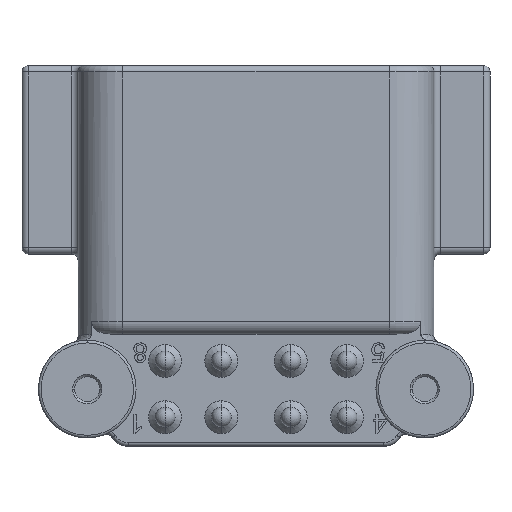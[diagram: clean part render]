
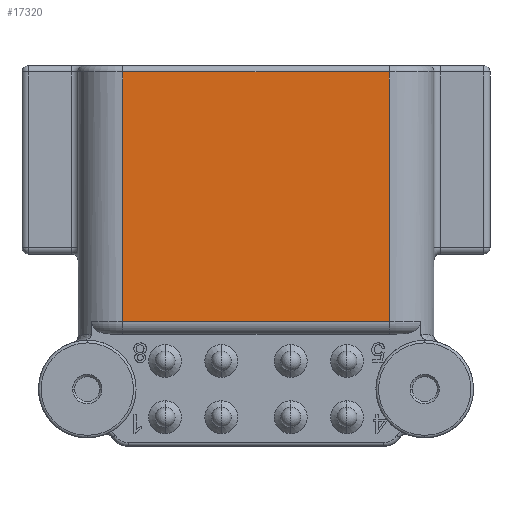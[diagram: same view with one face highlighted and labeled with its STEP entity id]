
A CAD part, front view. The second image highlights one B-rep face of the part: STEP entity #17320.
In plain terms, the highlighted planar face has unit normal (0, -1, 0).
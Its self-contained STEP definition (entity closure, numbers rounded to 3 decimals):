
#3631=DIRECTION('',(0.,0.,1.));
#3632=VECTOR('',#3631,19.6);
#3633=CARTESIAN_POINT('',(10.475,-11.66,-0.5));
#3634=LINE('',#3633,#3632);
#4031=DIRECTION('',(1.,0.,0.));
#4032=VECTOR('',#4031,20.95);
#4033=CARTESIAN_POINT('',(-10.475,-11.66,19.1));
#4034=LINE('',#4033,#4032);
#4035=DIRECTION('',(0.,0.,1.));
#4036=VECTOR('',#4035,19.6);
#4037=CARTESIAN_POINT('',(-10.475,-11.66,-0.5));
#4038=LINE('',#4037,#4036);
#4043=DIRECTION('',(-1.,0.,0.));
#4044=VECTOR('',#4043,20.95);
#4045=CARTESIAN_POINT('',(10.475,-11.66,-0.5));
#4046=LINE('',#4045,#4044);
#10514=CARTESIAN_POINT('',(-10.475,-11.66,-0.5));
#10516=VERTEX_POINT('',#10514);
#10683=CARTESIAN_POINT('',(10.475,-11.66,-0.5));
#10685=VERTEX_POINT('',#10683);
#12167=CARTESIAN_POINT('',(10.475,-11.66,19.1));
#12168=VERTEX_POINT('',#12167);
#12171=CARTESIAN_POINT('',(-10.475,-11.66,19.1));
#12172=VERTEX_POINT('',#12171);
#17307=CARTESIAN_POINT('',(-10.475,-11.66,-1.5));
#17308=DIRECTION('',(0.,-1.,0.));
#17309=DIRECTION('',(0.,0.,-1.));
#17310=AXIS2_PLACEMENT_3D('',#17307,#17308,#17309);
#17311=PLANE('',#17310);
#17312=ORIENTED_EDGE('',*,*,#17301,.T.);
#17313=ORIENTED_EDGE('',*,*,#16883,.F.);
#17315=ORIENTED_EDGE('',*,*,#17314,.T.);
#17317=ORIENTED_EDGE('',*,*,#17316,.T.);
#17318=EDGE_LOOP('',(#17312,#17313,#17315,#17317));
#17319=FACE_OUTER_BOUND('',#17318,.F.);
#17320=ADVANCED_FACE('',(#17319),#17311,.T.);
#16883=EDGE_CURVE('',#10685,#12168,#3634,.T.);
#17301=EDGE_CURVE('',#12172,#12168,#4034,.T.);
#17314=EDGE_CURVE('',#10685,#10516,#4046,.T.);
#17316=EDGE_CURVE('',#10516,#12172,#4038,.T.);
